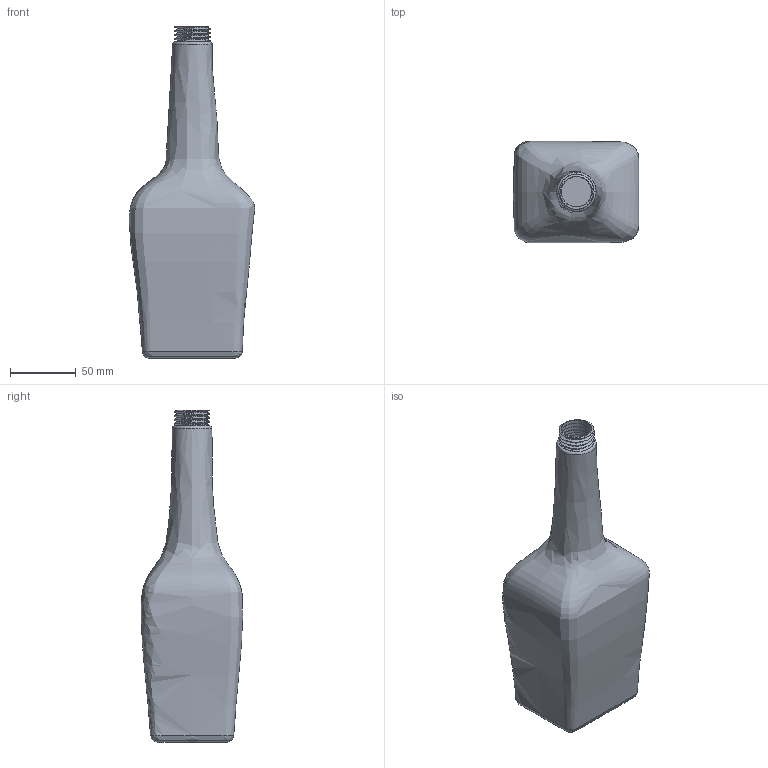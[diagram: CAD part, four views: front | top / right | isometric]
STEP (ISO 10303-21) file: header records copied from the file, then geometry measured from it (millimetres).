
FILE_DESCRIPTION(/* description */ (''),/* implementation_level */ '2;1');
FILE_NAME(/* name */ 'glass_bottle.step',/* time_stamp */ '2025-05-17T06:41:25-04:00',/* author */ (''),/* organization */ (''),/* preprocessor_version */ 'ST-DEVELOPER v20.1',/* originating_system */ 'Autodesk Translation Framework v14.4.0.0',/* authorisation */ '');
FILE_SCHEMA (('AUTOMOTIVE_DESIGN { 1 0 10303 214 3 1 1 }'));
Length unit declared in the file: millimetre
Products named in the file (2): glass bottle; glass_bottle
Assembly tree (1 placements, depth 2):
  glass bottle
    glass_bottle
Bounding box: 95.73 x 77.26 x 253 mm (x, y, z)
Volume: 114288.4 mm3; surface area: 115019.6 mm2
Topology: 1 solids, 1 shells, 26 faces, 94 edges, 72 vertices
Faces by surface type: cylinder 13, bspline 8, plane 5
Full cylindrical faces by diameter (mm): 23 x1, 23.329 x3, 26.765 x3
Entity records: 15970 total; most frequent: CARTESIAN_POINT 15257, ORIENTED_EDGE 188, EDGE_CURVE 94, B_SPLINE_CURVE_WITH_KNOTS 76, VERTEX_POINT 72, DIRECTION 69, AXIS2_PLACEMENT_3D 30, EDGE_LOOP 28
